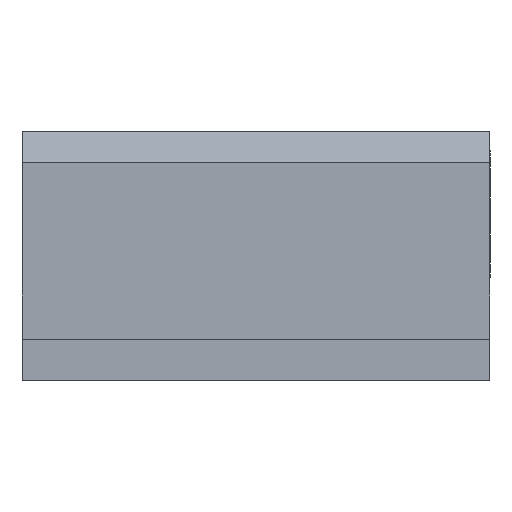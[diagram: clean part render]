
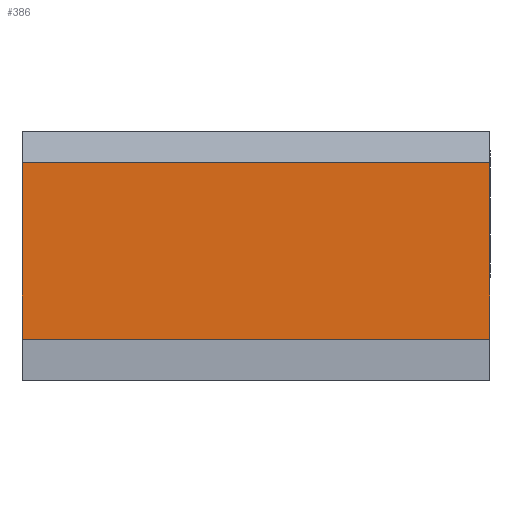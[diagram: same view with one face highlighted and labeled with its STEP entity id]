
A CAD part, left-side view. The second image highlights one B-rep face of the part: STEP entity #386.
In plain terms, the highlighted planar face has unit normal (-1, 0, 0).
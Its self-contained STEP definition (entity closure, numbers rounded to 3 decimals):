
#33=PLANE('',#440);
#54=FACE_OUTER_BOUND('',#78,.T.);
#78=EDGE_LOOP('',(#321,#322,#323,#324));
#114=LINE('',#681,#151);
#117=LINE('',#688,#154);
#119=LINE('',#695,#156);
#120=LINE('',#696,#157);
#151=VECTOR('',#507,10.);
#154=VECTOR('',#514,10.);
#156=VECTOR('',#522,10.);
#157=VECTOR('',#523,10.);
#204=VERTEX_POINT('',#678);
#205=VERTEX_POINT('',#680);
#207=VERTEX_POINT('',#686);
#209=VERTEX_POINT('',#694);
#246=EDGE_CURVE('',#204,#205,#114,.T.);
#250=EDGE_CURVE('',#205,#207,#117,.T.);
#253=EDGE_CURVE('',#209,#204,#119,.T.);
#254=EDGE_CURVE('',#209,#207,#120,.T.);
#321=ORIENTED_EDGE('',*,*,#250,.F.);
#322=ORIENTED_EDGE('',*,*,#246,.F.);
#323=ORIENTED_EDGE('',*,*,#253,.F.);
#324=ORIENTED_EDGE('',*,*,#254,.T.);
#386=ADVANCED_FACE('',(#54),#33,.T.);
#440=AXIS2_PLACEMENT_3D('',#693,#520,#521);
#507=DIRECTION('',(0.,0.,1.));
#514=DIRECTION('',(0.,-1.,0.));
#520=DIRECTION('center_axis',(-1.,0.,0.));
#521=DIRECTION('ref_axis',(0.,-1.,0.));
#522=DIRECTION('',(0.,1.,0.));
#523=DIRECTION('',(0.,0.,1.));
#678=CARTESIAN_POINT('',(-6.844,35.256,4.));
#680=CARTESIAN_POINT('',(-6.844,35.256,21.));
#681=CARTESIAN_POINT('',(-6.844,35.256,4.));
#686=CARTESIAN_POINT('',(-6.844,-9.744,21.));
#688=CARTESIAN_POINT('',(-6.844,24.006,21.));
#693=CARTESIAN_POINT('Origin',(-6.844,35.256,4.));
#694=CARTESIAN_POINT('',(-6.844,-9.744,4.));
#695=CARTESIAN_POINT('',(-6.844,24.006,4.));
#696=CARTESIAN_POINT('',(-6.844,-9.744,4.));
